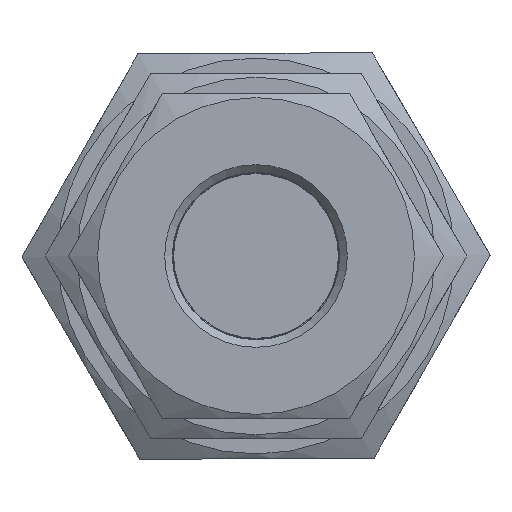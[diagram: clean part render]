
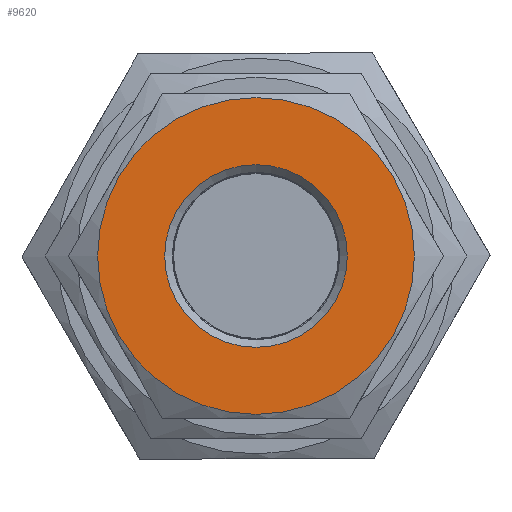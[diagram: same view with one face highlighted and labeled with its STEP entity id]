
A CAD part, left-side view. The second image highlights one B-rep face of the part: STEP entity #9620.
In plain terms, the highlighted planar face has unit normal (-1, 0, 0).
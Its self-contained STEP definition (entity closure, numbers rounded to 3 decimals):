
#9358=CARTESIAN_POINT('',(-10.931,-1.788,-3.096));
#9359=VERTEX_POINT('',#9358);
#9360=CARTESIAN_POINT('',(-10.931,0.,0.));
#9361=DIRECTION('',(-1.0,0.,0.));
#9362=DIRECTION('',(0.,0.5,0.866));
#9363=AXIS2_PLACEMENT_3D('',#9360,#9361,#9362);
#9364=CIRCLE('',#9363,3.575);
#9365=EDGE_CURVE('',#9359,#9359,#9364,.T.);
#9601=CARTESIAN_POINT('',(-10.931,1.55,2.685));
#9602=DIRECTION('',(-1.0,0.0,0.0));
#9603=DIRECTION('',(0.0,-0.866,0.5));
#9604=AXIS2_PLACEMENT_3D('',#9601,#9602,#9603);
#9605=PLANE('',#9604);
#9606=CARTESIAN_POINT('',(-10.931,3.1,5.369));
#9607=VERTEX_POINT('',#9606);
#9608=CARTESIAN_POINT('',(-10.931,0.,0.));
#9609=DIRECTION('',(1.0,0.,0.));
#9610=DIRECTION('',(0.,0.5,0.866));
#9611=AXIS2_PLACEMENT_3D('',#9608,#9609,#9610);
#9612=CIRCLE('',#9611,6.2);
#9613=EDGE_CURVE('',#9607,#9607,#9612,.T.);
#9614=ORIENTED_EDGE('',*,*,#9613,.F.);
#9615=EDGE_LOOP('',(#9614));
#9616=FACE_OUTER_BOUND('',#9615,.T.);
#9617=ORIENTED_EDGE('',*,*,#9365,.F.);
#9618=EDGE_LOOP('',(#9617));
#9619=FACE_BOUND('',#9618,.T.);
#9620=ADVANCED_FACE('',(#9616,#9619),#9605,.T.);
